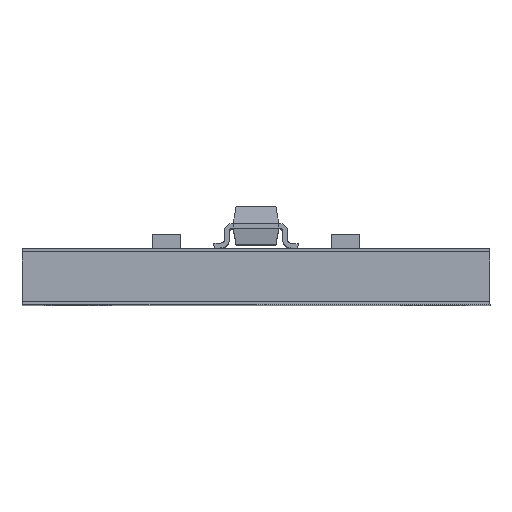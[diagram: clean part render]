
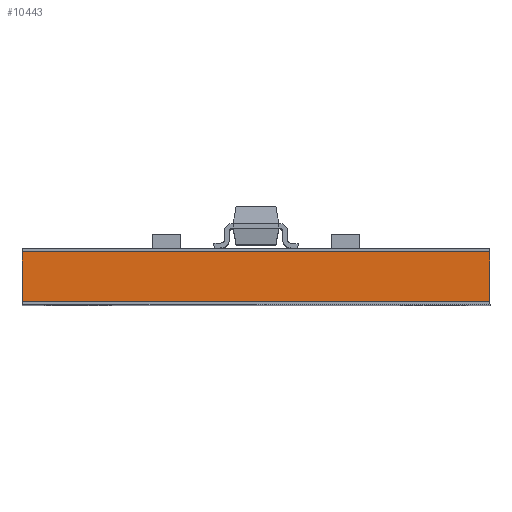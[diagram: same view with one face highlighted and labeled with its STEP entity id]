
A CAD part, top view. The second image highlights one B-rep face of the part: STEP entity #10443.
In plain terms, the highlighted planar face has unit normal (0, 0, 1).
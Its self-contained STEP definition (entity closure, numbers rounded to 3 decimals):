
#113 = VECTOR ( 'NONE', #3060, 1000. ) ;
#539 = LINE ( 'NONE', #1030, #6691 ) ;
#635 = CARTESIAN_POINT ( 'NONE',  ( 6.665, 1.5, 8.025 ) ) ;
#793 = DIRECTION ( 'NONE',  ( 0., 0., -1. ) ) ;
#999 = AXIS2_PLACEMENT_3D ( 'NONE', #10420, #793, #9333 ) ;
#1030 = CARTESIAN_POINT ( 'NONE',  ( -6.665, 1.5, 8.025 ) ) ;
#1578 = VERTEX_POINT ( 'NONE', #2647 ) ;
#1603 = VERTEX_POINT ( 'NONE', #13628 ) ;
#1799 = PLANE ( 'NONE',  #999 ) ;
#2542 = CARTESIAN_POINT ( 'NONE',  ( -6.665, 1.6, 8.025 ) ) ;
#2607 = ORIENTED_EDGE ( 'NONE', *, *, #4211, .T. ) ;
#2616 = EDGE_CURVE ( 'NONE', #7921, #1603, #5774, .T. ) ;
#2647 = CARTESIAN_POINT ( 'NONE',  ( -6.665, 1.5, 8.025 ) ) ;
#3060 = DIRECTION ( 'NONE',  ( 0., -1., 0. ) ) ;
#4211 = EDGE_CURVE ( 'NONE', #1578, #1603, #13913, .T. ) ;
#4695 = DIRECTION ( 'NONE',  ( -1., 0., 0. ) ) ;
#5502 = LINE ( 'NONE', #12848, #113 ) ;
#5743 = EDGE_LOOP ( 'NONE', ( #9706, #10572, #2607, #8798 ) ) ;
#5774 = LINE ( 'NONE', #5871, #8637 ) ;
#5871 = CARTESIAN_POINT ( 'NONE',  ( 6.665, 0.1, 8.025 ) ) ;
#6586 = FACE_OUTER_BOUND ( 'NONE', #5743, .T. ) ;
#6691 = VECTOR ( 'NONE', #10731, 1000. ) ;
#6993 = VECTOR ( 'NONE', #13464, 1000. ) ;
#7109 = VERTEX_POINT ( 'NONE', #635 ) ;
#7921 = VERTEX_POINT ( 'NONE', #14796 ) ;
#8637 = VECTOR ( 'NONE', #4695, 1000. ) ;
#8798 = ORIENTED_EDGE ( 'NONE', *, *, #2616, .F. ) ;
#9333 = DIRECTION ( 'NONE',  ( -1., 0., 0. ) ) ;
#9706 = ORIENTED_EDGE ( 'NONE', *, *, #15943, .F. ) ;
#10420 = CARTESIAN_POINT ( 'NONE',  ( 0., 1.6, 8.025 ) ) ;
#10443 = ADVANCED_FACE ( 'NONE', ( #6586 ), #1799, .F. ) ;
#10572 = ORIENTED_EDGE ( 'NONE', *, *, #15131, .F. ) ;
#10731 = DIRECTION ( 'NONE',  ( 1., 0., 0. ) ) ;
#12848 = CARTESIAN_POINT ( 'NONE',  ( 6.665, 1.6, 8.025 ) ) ;
#13464 = DIRECTION ( 'NONE',  ( 0., -1., 0. ) ) ;
#13628 = CARTESIAN_POINT ( 'NONE',  ( -6.665, 0.1, 8.025 ) ) ;
#13913 = LINE ( 'NONE', #2542, #6993 ) ;
#14796 = CARTESIAN_POINT ( 'NONE',  ( 6.665, 0.1, 8.025 ) ) ;
#15131 = EDGE_CURVE ( 'NONE', #1578, #7109, #539, .T. ) ;
#15943 = EDGE_CURVE ( 'NONE', #7109, #7921, #5502, .T. ) ;
